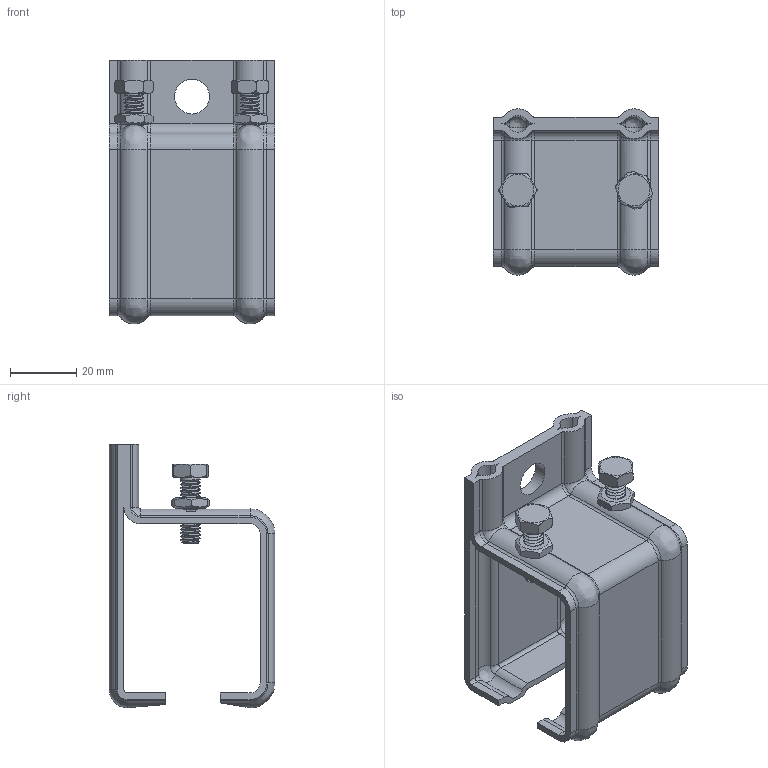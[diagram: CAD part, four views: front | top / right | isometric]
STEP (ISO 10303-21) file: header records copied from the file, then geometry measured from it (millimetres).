
FILE_DESCRIPTION(/* description */ (''),/* implementation_level */ '2;1');
FILE_NAME(/* name */ '5141M.stp',/* time_stamp */ '2018-04-04T09:34:53+02:00',/* author */ ('Giuliano'),/* organization */ (''),/* preprocessor_version */ 'ST-DEVELOPER v16.5',/* originating_system */ 'Autodesk Inventor 2017',/* authorisation */ '');
FILE_SCHEMA (('AUTOMOTIVE_DESIGN { 1 0 10303 214 3 1 1 }'));
Length unit declared in the file: millimetre
Products named in the file (1): Pièce1
Bounding box: 50 x 49.96 x 79.5 mm (x, y, z)
Volume: 24297.6 mm3; surface area: 24964.8 mm2
Topology: 1 solids, 1 shells, 272 faces, 708 edges, 425 vertices
Faces by surface type: cylinder 123, plane 78, torus 36, bspline 24, cone 10, sphere 1
Full cylindrical faces by diameter (mm): 10.5 x1
Entity records: 13240 total; most frequent: CARTESIAN_POINT 6491, ORIENTED_EDGE 1396, DIRECTION 1334, EDGE_CURVE 698, AXIS2_PLACEMENT_3D 547, VERTEX_POINT 424, EDGE_LOOP 294, STYLED_ITEM 273
